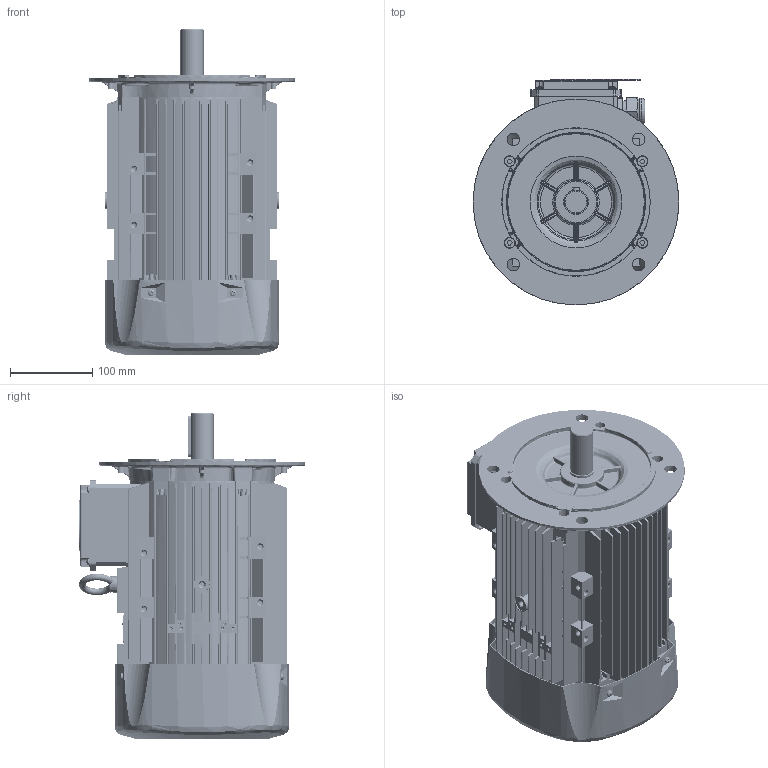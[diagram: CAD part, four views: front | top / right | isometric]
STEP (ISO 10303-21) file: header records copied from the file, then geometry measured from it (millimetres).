
FILE_DESCRIPTION(/* description */ (''),/* implementation_level */ '2;1');
FILE_NAME(/* name */ 'QS112_FA.stp',/* time_stamp */ '2015-02-25T17:07:23+02:00',/* author */ (''),/* organization */ (''),/* preprocessor_version */ 'ST-DEVELOPER v11',/* originating_system */ 'SIEMENS PLM Software NX 7.5',/* authorisation */ '');
FILE_SCHEMA (('AP203_CONFIGURATION_CONTROLLED_3D_DESIGN_OF_MECHANICAL_PARTS_AND_ASSEMBLIES_MIM_LF'));
Products named in the file (1): AR-000000395624_001
Bounding box: 249.9 x 274.43 x 395.5 mm (x, y, z)
Volume: 3323289.8 mm3; surface area: 1278714.7 mm2
Topology: 9 solids, 20 shells, 5371 faces, 14485 edges, 9204 vertices
Faces by surface type: plane 2293, cylinder 1708, bspline 703, cone 331, torus 249, sphere 65, extrusion 22
Full cylindrical faces by diameter (mm): 3.3 x2, 4 x3, 4.2 x12, 4.6 x1, 5 x1, 6 x17, 6.5 x4, 6.6 x8, 8 x13, 10.4 x2, 15 x4, 18.7 x2, 19 x2, 20 x3, 22.9 x2, 24.8 x8, 28 x1, 29.2 x2, 30.1 x2, 30.2 x3, 31.6 x2, 33.65 x2, 37 x1, 46 x1, 47 x1, 57.37 x1, 57.4 x2, 60.5 x1, 60.87 x1, 61 x2
Entity records: 196594 total; most frequent: CARTESIAN_POINT 63569, ORIENTED_EDGE 27954, DIRECTION 25467, EDGE_CURVE 13977, AXIS2_PLACEMENT_3D 9381, VERTEX_POINT 9171, VECTOR 6705, LINE 6683
